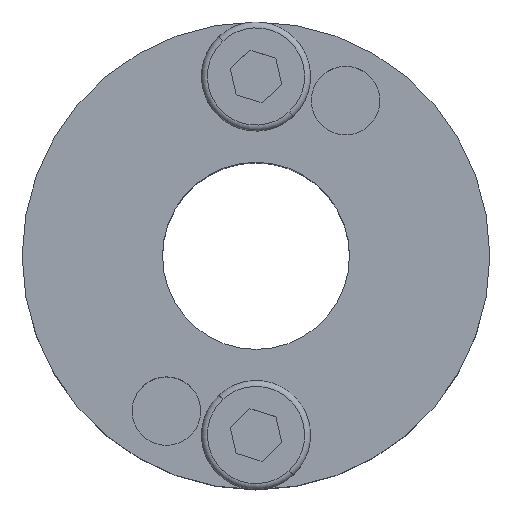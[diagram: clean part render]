
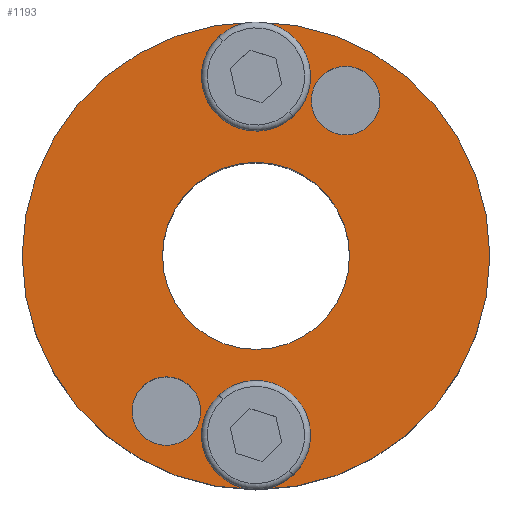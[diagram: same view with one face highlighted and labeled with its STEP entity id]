
A CAD part, top view. The second image highlights one B-rep face of the part: STEP entity #1193.
In plain terms, the highlighted planar face has unit normal (0, 0, 1).
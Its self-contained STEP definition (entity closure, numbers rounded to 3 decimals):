
#17 = ORIENTED_EDGE ( 'NONE', *, *, #811, .F. ) ;
#19 = VERTEX_POINT ( 'NONE', #247 ) ;
#21 = VERTEX_POINT ( 'NONE', #254 ) ;
#28 = EDGE_CURVE ( 'NONE', #1709, #1063, #298, .T. ) ;
#29 = ORIENTED_EDGE ( 'NONE', *, *, #1603, .T. ) ;
#31 = EDGE_CURVE ( 'NONE', #19, #1194, #315, .T. ) ;
#34 = EDGE_CURVE ( 'NONE', #21, #1645, #327, .T. ) ;
#38 = EDGE_LOOP ( 'NONE', ( #1397, #530 ) ) ;
#46 = VERTEX_POINT ( 'NONE', #417 ) ;
#66 = EDGE_LOOP ( 'NONE', ( #17, #1699 ) ) ;
#73 = VERTEX_POINT ( 'NONE', #771 ) ;
#101 = EDGE_LOOP ( 'NONE', ( #863, #1066 ) ) ;
#136 = CARTESIAN_POINT ( 'NONE',  ( -3.55, -9.959, 0. ) ) ;
#146 = EDGE_LOOP ( 'NONE', ( #29, #1733 ) ) ;
#154 = CARTESIAN_POINT ( 'NONE',  ( 2.2, -11.5, 0. ) ) ;
#215 = CIRCLE ( 'NONE', #216, 2.2 ) ;
#216 = AXIS2_PLACEMENT_3D ( 'NONE', #217, #218, #219 ) ;
#217 = CARTESIAN_POINT ( 'NONE',  ( 5.75, 9.959, 0. ) ) ;
#218 = DIRECTION ( 'NONE',  ( 0., 0., 1. ) ) ;
#219 = DIRECTION ( 'NONE',  ( 1., 0., 0. ) ) ;
#247 = CARTESIAN_POINT ( 'NONE',  ( 2.2, 11.5, 0. ) ) ;
#254 = CARTESIAN_POINT ( 'NONE',  ( -15., 0., 0. ) ) ;
#298 = CIRCLE ( 'NONE', #299, 2.2 ) ;
#299 = AXIS2_PLACEMENT_3D ( 'NONE', #300, #301, #302 ) ;
#300 = CARTESIAN_POINT ( 'NONE',  ( -5.75, -9.959, 0. ) ) ;
#301 = DIRECTION ( 'NONE',  ( 0., 0., 1. ) ) ;
#302 = DIRECTION ( 'NONE',  ( 1., 0., 0. ) ) ;
#303 = CARTESIAN_POINT ( 'NONE',  ( -7.95, -9.959, 0. ) ) ;
#304 = CIRCLE ( 'NONE', #305, 2.2 ) ;
#305 = AXIS2_PLACEMENT_3D ( 'NONE', #306, #307, #308 ) ;
#306 = CARTESIAN_POINT ( 'NONE',  ( 0., -11.5, 0. ) ) ;
#307 = DIRECTION ( 'NONE',  ( 0., 0., 1. ) ) ;
#308 = DIRECTION ( 'NONE',  ( -1., 0., 0. ) ) ;
#315 = CIRCLE ( 'NONE', #316, 2.2 ) ;
#316 = AXIS2_PLACEMENT_3D ( 'NONE', #318, #319, #320 ) ;
#318 = CARTESIAN_POINT ( 'NONE',  ( 0., 11.5, 0. ) ) ;
#319 = DIRECTION ( 'NONE',  ( 0., 0., 1. ) ) ;
#320 = DIRECTION ( 'NONE',  ( 1., 0., 0. ) ) ;
#327 = CIRCLE ( 'NONE', #328, 15. ) ;
#328 = AXIS2_PLACEMENT_3D ( 'NONE', #329, #330, #331 ) ;
#329 = CARTESIAN_POINT ( 'NONE',  ( 0., 0., 0. ) ) ;
#330 = DIRECTION ( 'NONE',  ( 0., 0., 1. ) ) ;
#331 = DIRECTION ( 'NONE',  ( 1., 0., 0. ) ) ;
#360 = FACE_BOUND ( 'NONE', #101, .T. ) ;
#361 = FACE_BOUND ( 'NONE', #66, .T. ) ;
#362 = FACE_BOUND ( 'NONE', #38, .T. ) ;
#363 = FACE_BOUND ( 'NONE', #1715, .T. ) ;
#364 = FACE_BOUND ( 'NONE', #1819, .T. ) ;
#365 = FACE_OUTER_BOUND ( 'NONE', #146, .T. ) ;
#366 = PLANE ( 'NONE',  #367 ) ;
#367 = AXIS2_PLACEMENT_3D ( 'NONE', #368, #372, #373 ) ;
#368 = CARTESIAN_POINT ( 'NONE',  ( 0., 15., 0. ) ) ;
#372 = DIRECTION ( 'NONE',  ( 0., 0., -1. ) ) ;
#373 = DIRECTION ( 'NONE',  ( -1., 0., 0. ) ) ;
#374 = CARTESIAN_POINT ( 'NONE',  ( -2.2, 11.5, 0. ) ) ;
#394 = CARTESIAN_POINT ( 'NONE',  ( 7.95, 9.959, 0. ) ) ;
#417 = CARTESIAN_POINT ( 'NONE',  ( -6., 0., 0. ) ) ;
#467 = CIRCLE ( 'NONE', #468, 2.2 ) ;
#468 = AXIS2_PLACEMENT_3D ( 'NONE', #469, #470, #471 ) ;
#469 = CARTESIAN_POINT ( 'NONE',  ( 0., 11.5, 0. ) ) ;
#470 = DIRECTION ( 'NONE',  ( 0., 0., 1. ) ) ;
#471 = DIRECTION ( 'NONE',  ( 1., 0., 0. ) ) ;
#480 = CIRCLE ( 'NONE', #481, 2.2 ) ;
#481 = AXIS2_PLACEMENT_3D ( 'NONE', #482, #483, #484 ) ;
#482 = CARTESIAN_POINT ( 'NONE',  ( -5.75, -9.959, 0. ) ) ;
#483 = DIRECTION ( 'NONE',  ( 0., 0., 1. ) ) ;
#484 = DIRECTION ( 'NONE',  ( 1., 0., 0. ) ) ;
#485 = CIRCLE ( 'NONE', #486, 6. ) ;
#486 = AXIS2_PLACEMENT_3D ( 'NONE', #487, #488, #489 ) ;
#487 = CARTESIAN_POINT ( 'NONE',  ( 0., 0., 0. ) ) ;
#488 = DIRECTION ( 'NONE',  ( 0., 0., 1. ) ) ;
#489 = DIRECTION ( 'NONE',  ( 1., 0., 0. ) ) ;
#529 = CARTESIAN_POINT ( 'NONE',  ( -2.2, -11.5, 0. ) ) ;
#530 = ORIENTED_EDGE ( 'NONE', *, *, #1687, .F. ) ;
#618 = CIRCLE ( 'NONE', #619, 2.2 ) ;
#619 = AXIS2_PLACEMENT_3D ( 'NONE', #620, #621, #622 ) ;
#620 = CARTESIAN_POINT ( 'NONE',  ( 0., -11.5, 0. ) ) ;
#621 = DIRECTION ( 'NONE',  ( 0., 0., 1. ) ) ;
#622 = DIRECTION ( 'NONE',  ( -1., 0., 0. ) ) ;
#687 = VERTEX_POINT ( 'NONE', #154 ) ;
#771 = CARTESIAN_POINT ( 'NONE',  ( 6., 0., 0. ) ) ;
#811 = EDGE_CURVE ( 'NONE', #1251, #1639, #215, .T. ) ;
#863 = ORIENTED_EDGE ( 'NONE', *, *, #28, .F. ) ;
#894 = CIRCLE ( 'NONE', #895, 15. ) ;
#895 = AXIS2_PLACEMENT_3D ( 'NONE', #896, #897, #898 ) ;
#896 = CARTESIAN_POINT ( 'NONE',  ( 0., 0., 0. ) ) ;
#897 = DIRECTION ( 'NONE',  ( 0., 0., 1. ) ) ;
#898 = DIRECTION ( 'NONE',  ( 1., 0., 0. ) ) ;
#997 = CARTESIAN_POINT ( 'NONE',  ( 3.55, 9.959, 0. ) ) ;
#1019 = CARTESIAN_POINT ( 'NONE',  ( 15., 0., 0. ) ) ;
#1055 = CIRCLE ( 'NONE', #1056, 2.2 ) ;
#1056 = AXIS2_PLACEMENT_3D ( 'NONE', #1057, #1058, #1059 ) ;
#1057 = CARTESIAN_POINT ( 'NONE',  ( 5.75, 9.959, 0. ) ) ;
#1058 = DIRECTION ( 'NONE',  ( 0., 0., 1. ) ) ;
#1059 = DIRECTION ( 'NONE',  ( 1., 0., 0. ) ) ;
#1063 = VERTEX_POINT ( 'NONE', #303 ) ;
#1064 = EDGE_CURVE ( 'NONE', #687, #1484, #304, .T. ) ;
#1066 = ORIENTED_EDGE ( 'NONE', *, *, #1672, .F. ) ;
#1075 = CIRCLE ( 'NONE', #1076, 6. ) ;
#1076 = AXIS2_PLACEMENT_3D ( 'NONE', #1077, #1078, #1079 ) ;
#1077 = CARTESIAN_POINT ( 'NONE',  ( 0., 0., 0. ) ) ;
#1078 = DIRECTION ( 'NONE',  ( 0., 0., 1. ) ) ;
#1079 = DIRECTION ( 'NONE',  ( 1., 0., 0. ) ) ;
#1193 = ADVANCED_FACE ( 'NONE', ( #360, #361, #362, #363, #364, #365 ), #366, .F. ) ;
#1194 = VERTEX_POINT ( 'NONE', #374 ) ;
#1251 = VERTEX_POINT ( 'NONE', #394 ) ;
#1397 = ORIENTED_EDGE ( 'NONE', *, *, #1064, .F. ) ;
#1431 = EDGE_CURVE ( 'NONE', #46, #73, #485, .T. ) ;
#1484 = VERTEX_POINT ( 'NONE', #529 ) ;
#1546 = ORIENTED_EDGE ( 'NONE', *, *, #31, .F. ) ;
#1603 = EDGE_CURVE ( 'NONE', #1645, #21, #894, .T. ) ;
#1639 = VERTEX_POINT ( 'NONE', #997 ) ;
#1645 = VERTEX_POINT ( 'NONE', #1019 ) ;
#1655 = EDGE_CURVE ( 'NONE', #1639, #1251, #1055, .T. ) ;
#1658 = EDGE_CURVE ( 'NONE', #73, #46, #1075, .T. ) ;
#1662 = ORIENTED_EDGE ( 'NONE', *, *, #1658, .F. ) ;
#1672 = EDGE_CURVE ( 'NONE', #1063, #1709, #480, .T. ) ;
#1687 = EDGE_CURVE ( 'NONE', #1484, #687, #618, .T. ) ;
#1699 = ORIENTED_EDGE ( 'NONE', *, *, #1655, .F. ) ;
#1709 = VERTEX_POINT ( 'NONE', #136 ) ;
#1715 = EDGE_LOOP ( 'NONE', ( #1546, #1834 ) ) ;
#1733 = ORIENTED_EDGE ( 'NONE', *, *, #34, .T. ) ;
#1753 = ORIENTED_EDGE ( 'NONE', *, *, #1431, .F. ) ;
#1754 = EDGE_CURVE ( 'NONE', #1194, #19, #467, .T. ) ;
#1819 = EDGE_LOOP ( 'NONE', ( #1662, #1753 ) ) ;
#1834 = ORIENTED_EDGE ( 'NONE', *, *, #1754, .F. ) ;
